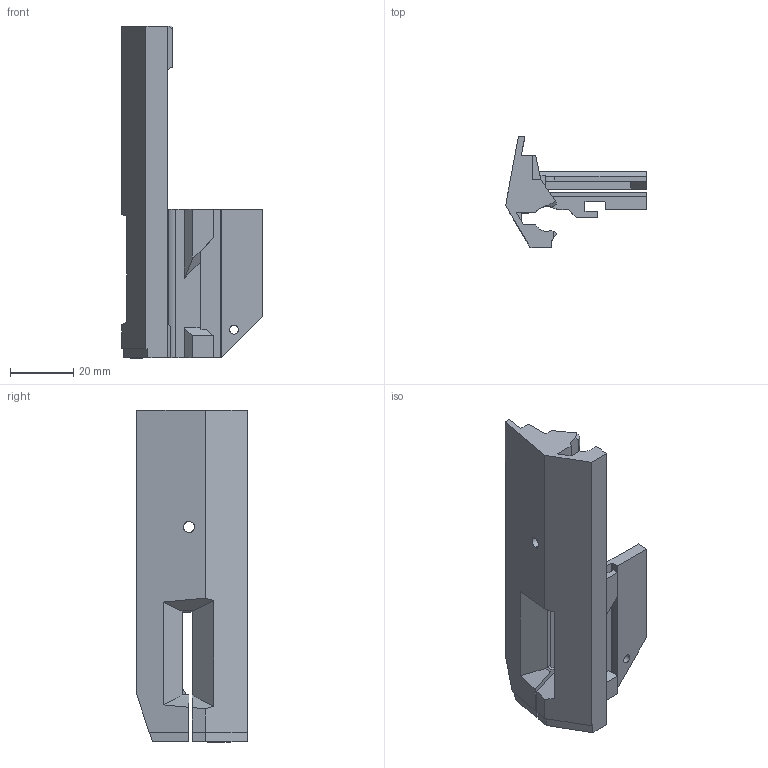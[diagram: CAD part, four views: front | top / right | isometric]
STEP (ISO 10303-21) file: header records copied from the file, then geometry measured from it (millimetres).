
FILE_DESCRIPTION (( 'STEP AP214' ), '1' );
FILE_NAME ('05_cache cote carte SD+Ecran.STEP', '2016-12-16T09:50:18', ( '' ), ( '' ), 'SwSTEP 2.0', 'SolidWorks 2016', '' );
FILE_SCHEMA (( 'AUTOMOTIVE_DESIGN' ));
Length unit declared in the file: millimetre
Products named in the file (1): 05_cache cote carte SD+Ecran
Bounding box: 44.5 x 35 x 105 mm (x, y, z)
Volume: 23976.3 mm3; surface area: 16766.6 mm2
Topology: 1 solids, 1 shells, 130 faces, 366 edges, 239 vertices
Faces by surface type: plane 112, cylinder 17, bspline 1
Entity records: 4187 total; most frequent: CARTESIAN_POINT 799, ORIENTED_EDGE 732, DIRECTION 640, EDGE_CURVE 366, VECTOR 328, LINE 328, VERTEX_POINT 239, AXIS2_PLACEMENT_3D 156
